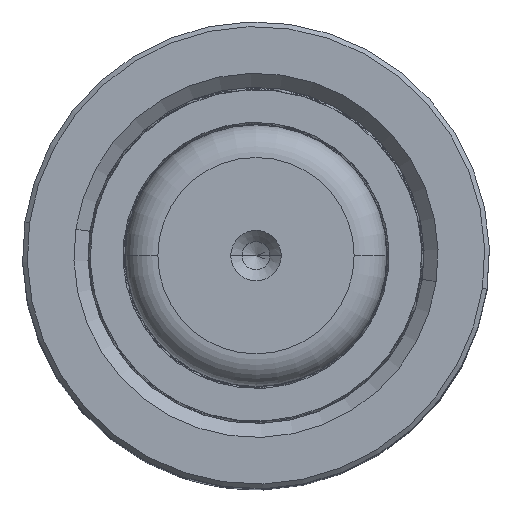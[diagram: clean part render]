
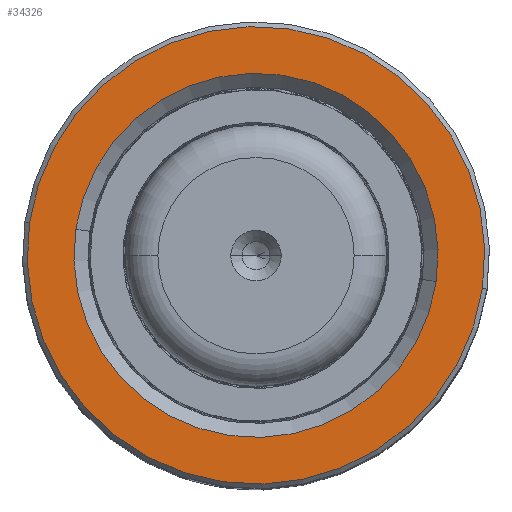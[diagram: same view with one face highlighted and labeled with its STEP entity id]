
A CAD part, top view. The second image highlights one B-rep face of the part: STEP entity #34326.
In plain terms, the highlighted planar face has unit normal (0, 0, 1).
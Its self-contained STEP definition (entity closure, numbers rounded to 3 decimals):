
#1288 = CARTESIAN_POINT ( 'NONE',  ( 24.5, 0., 80. ) ) ;
#3230 = CIRCLE ( 'NONE', #27593, 24.5 ) ;
#3244 = FACE_BOUND ( 'NONE', #47748, .T. ) ;
#4747 = FACE_OUTER_BOUND ( 'NONE', #43388, .T. ) ;
#5264 = DIRECTION ( 'NONE',  ( 0., 0., -1. ) ) ;
#5869 = DIRECTION ( 'NONE',  ( 1., 0., 0. ) ) ;
#6220 = CARTESIAN_POINT ( 'NONE',  ( 0., 0., 80. ) ) ;
#11674 = VERTEX_POINT ( 'NONE', #1288 ) ;
#12254 = CARTESIAN_POINT ( 'NONE',  ( 0., 0., 80. ) ) ;
#12648 = DIRECTION ( 'NONE',  ( 1., 0., 0. ) ) ;
#13698 = EDGE_CURVE ( 'NONE', #50245, #18540, #29329, .T. ) ;
#14803 = EDGE_CURVE ( 'NONE', #11674, #25503, #3230, .T. ) ;
#15548 = EDGE_CURVE ( 'NONE', #18540, #50245, #54644, .T. ) ;
#16694 = EDGE_CURVE ( 'NONE', #25503, #11674, #27115, .T. ) ;
#18540 = VERTEX_POINT ( 'NONE', #25033 ) ;
#20610 = AXIS2_PLACEMENT_3D ( 'NONE', #33615, #5264, #5869 ) ;
#21556 = CARTESIAN_POINT ( 'NONE',  ( 0., 0., 80. ) ) ;
#22455 = CARTESIAN_POINT ( 'NONE',  ( -19.5, 0., 80. ) ) ;
#25033 = CARTESIAN_POINT ( 'NONE',  ( 19.5, 0., 80. ) ) ;
#25503 = VERTEX_POINT ( 'NONE', #34236 ) ;
#27115 = CIRCLE ( 'NONE', #39674, 24.5 ) ;
#27593 = AXIS2_PLACEMENT_3D ( 'NONE', #21556, #53948, #35126 ) ;
#29329 = CIRCLE ( 'NONE', #30277, 19.5 ) ;
#30277 = AXIS2_PLACEMENT_3D ( 'NONE', #12254, #31465, #12648 ) ;
#31465 = DIRECTION ( 'NONE',  ( 0., 0., -1. ) ) ;
#33157 = PLANE ( 'NONE',  #45979 ) ;
#33615 = CARTESIAN_POINT ( 'NONE',  ( 0., 0., 80. ) ) ;
#34236 = CARTESIAN_POINT ( 'NONE',  ( -24.5, 0., 80. ) ) ;
#34326 = ADVANCED_FACE ( 'NONE', ( #4747, #3244 ), #33157, .T. ) ;
#34343 = DIRECTION ( 'NONE',  ( 1., 0., 0. ) ) ;
#35094 = DIRECTION ( 'NONE',  ( 0., 0., 1. ) ) ;
#35126 = DIRECTION ( 'NONE',  ( 1., 0., 0. ) ) ;
#39674 = AXIS2_PLACEMENT_3D ( 'NONE', #39959, #35094, #48844 ) ;
#39959 = CARTESIAN_POINT ( 'NONE',  ( 0., 0., 80. ) ) ;
#41816 = ORIENTED_EDGE ( 'NONE', *, *, #13698, .T. ) ;
#43388 = EDGE_LOOP ( 'NONE', ( #46327, #58594 ) ) ;
#45979 = AXIS2_PLACEMENT_3D ( 'NONE', #6220, #57834, #34343 ) ;
#46327 = ORIENTED_EDGE ( 'NONE', *, *, #16694, .T. ) ;
#47748 = EDGE_LOOP ( 'NONE', ( #50960, #41816 ) ) ;
#48844 = DIRECTION ( 'NONE',  ( 1., 0., 0. ) ) ;
#50245 = VERTEX_POINT ( 'NONE', #22455 ) ;
#50960 = ORIENTED_EDGE ( 'NONE', *, *, #15548, .T. ) ;
#53948 = DIRECTION ( 'NONE',  ( 0., 0., 1. ) ) ;
#54644 = CIRCLE ( 'NONE', #20610, 19.5 ) ;
#57834 = DIRECTION ( 'NONE',  ( 0., 0., 1. ) ) ;
#58594 = ORIENTED_EDGE ( 'NONE', *, *, #14803, .T. ) ;
